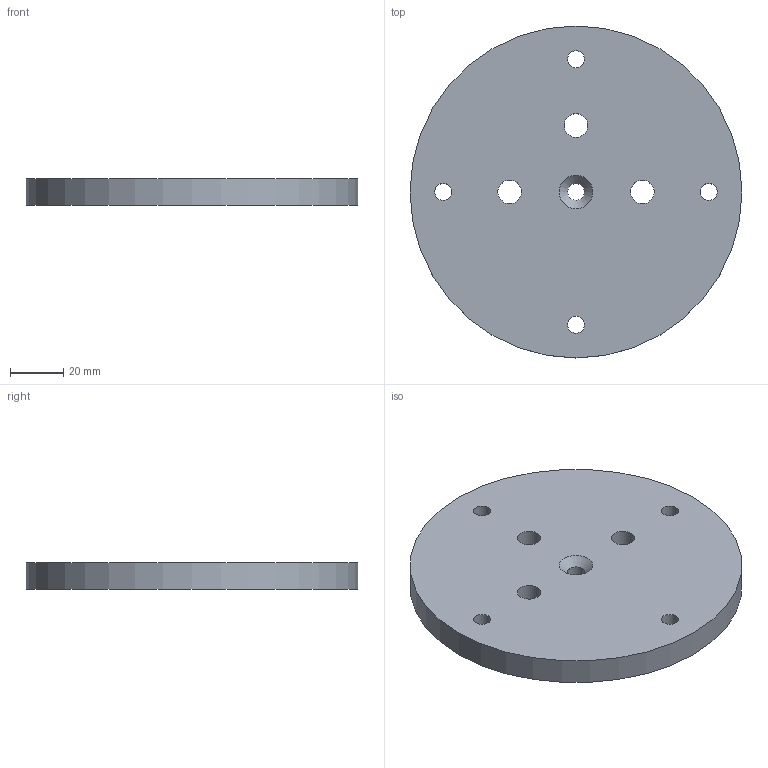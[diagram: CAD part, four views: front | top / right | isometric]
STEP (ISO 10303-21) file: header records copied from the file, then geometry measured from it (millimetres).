
FILE_DESCRIPTION(/* description */ ('','CAx-IF Rec.Pracs.---Representation and Presentation of Product Manufacturing Information (PMI)---4.0---2014-10-13'),/* implementation_level */ '2;1');
FILE_NAME(/* name */ 'plate_hotel_base v14.step',/* time_stamp */ '2025-02-20T18:54:59-05:00',/* author */ (''),/* organization */ (''),/* preprocessor_version */ 'ST-DEVELOPER v20',/* originating_system */ 'Autodesk Translation Framework v13.20.0.188',/* authorisation */ '');
FILE_SCHEMA (('AP242_MANAGED_MODEL_BASED_3D_ENGINEERING_MIM_LF { 1 0 10303 442 1 1 4 }'));
Length unit declared in the file: millimetre
Products named in the file (1): plate_hotel_base
Bounding box: 125 x 125 x 10 mm (x, y, z)
Volume: 118961.9 mm3; surface area: 29762 mm2
Topology: 1 solids, 1 shells, 27 faces, 65 edges, 43 vertices
Faces by surface type: plane 17, cylinder 9, cone 1
Full cylindrical faces by diameter (mm): 6.4 x5, 8.865 x3, 125 x1
Entity records: 855 total; most frequent: DIRECTION 140, CARTESIAN_POINT 136, ORIENTED_EDGE 130, EDGE_CURVE 65, AXIS2_PLACEMENT_3D 47, EDGE_LOOP 46, LINE 46, VECTOR 46
